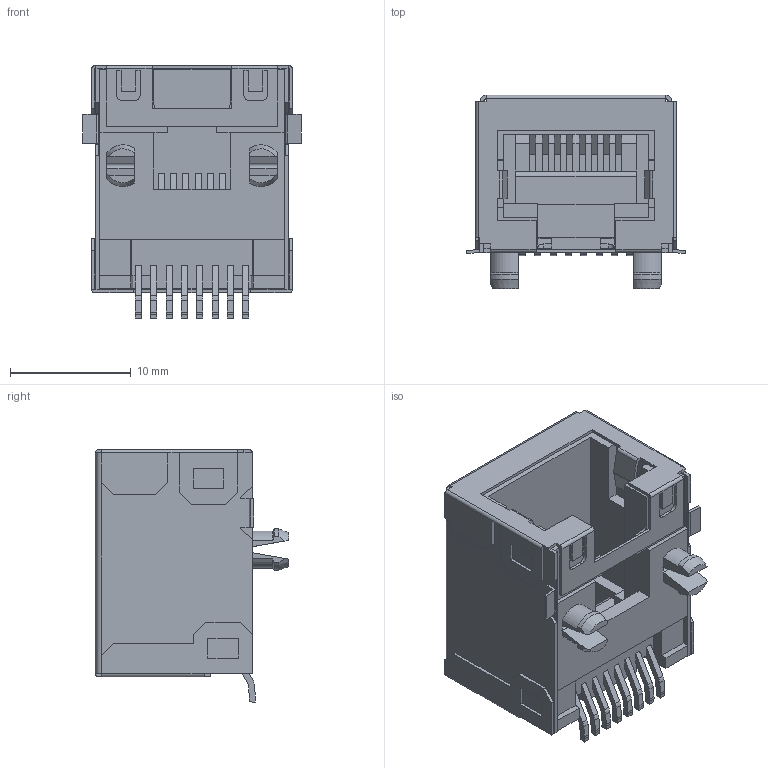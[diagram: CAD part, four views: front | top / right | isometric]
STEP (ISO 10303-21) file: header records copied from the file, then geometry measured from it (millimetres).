
FILE_DESCRIPTION((''),'2;1');
FILE_NAME('956224881','2020-03-18T',('gga'),(''),'PRO/ENGINEER BY PARAMETRIC TECHNOLOGY CORPORATION, 2016010','PRO/ENGINEER BY PARAMETRIC TECHNOLOGY CORPORATION, 2016010','');
FILE_SCHEMA(('CONFIG_CONTROL_DESIGN'));
Length unit declared in the file: millimetre
Products named in the file (1): 956224881
Bounding box: 18.11 x 16 x 20.9 mm (x, y, z)
Volume: 1890.3 mm3; surface area: 4642.2 mm2
Topology: 2 solids, 2 shells, 499 faces, 1474 edges, 976 vertices
Faces by surface type: plane 387, cylinder 104, cone 8
Entity records: 16509 total; most frequent: CARTESIAN_POINT 2984, ORIENTED_EDGE 2856, DIRECTION 2666, EDGE_CURVE 1428, VECTOR 1238, LINE 1238, VERTEX_POINT 928, AXIS2_PLACEMENT_3D 714
